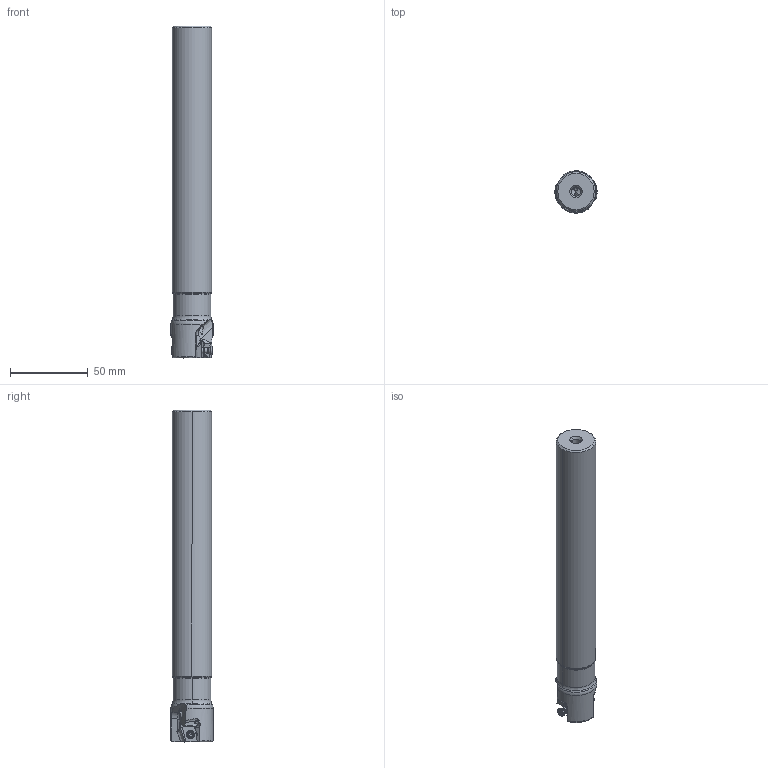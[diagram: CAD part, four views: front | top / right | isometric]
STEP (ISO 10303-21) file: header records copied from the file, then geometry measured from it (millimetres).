
FILE_DESCRIPTION(/* description */ (''),/* implementation_level */ '2;1');
FILE_NAME(/* name */ 'VPX300UR1802SA16L.stp',/* time_stamp */ '2025-08-21T16:04:27+09:00',/* author */ (''),/* organization */ (''),/* preprocessor_version */ 'ST-DEVELOPER v16',/* originating_system */ 'SIEMENS PLM Software NX 10.0',/* authorisation */ '');
FILE_SCHEMA (('AUTOMOTIVE_DESIGN { 1 0 10303 214 3 1 1 1 }'));
Length unit declared in the file: millimetre
Products named in the file (1): VPX300UR1802SA16L_ASM
Bounding box: 27.18 x 27.17 x 213.9 mm (x, y, z)
Volume: 100937.2 mm3; surface area: 22413.4 mm2
Topology: 3 solids, 3 shells, 221 faces, 596 edges, 386 vertices
Faces by surface type: cylinder 92, plane 59, cone 32, torus 22, extrusion 8, bspline 4, sphere 4
Entity records: 9931 total; most frequent: CARTESIAN_POINT 4375, ORIENTED_EDGE 1172, DIRECTION 1114, EDGE_CURVE 586, AXIS2_PLACEMENT_3D 448, VERTEX_POINT 381, EDGE_LOOP 235, ADVANCED_FACE 221
